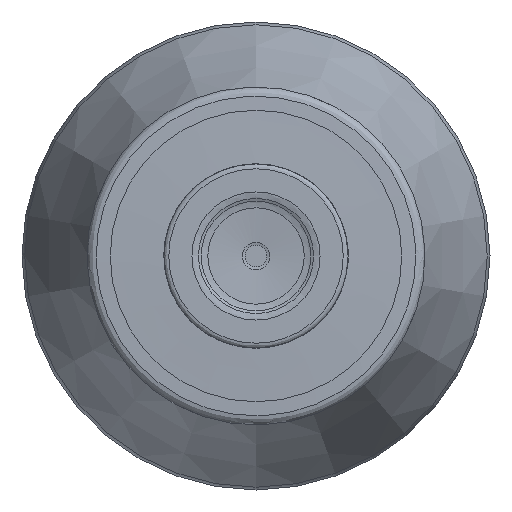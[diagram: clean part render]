
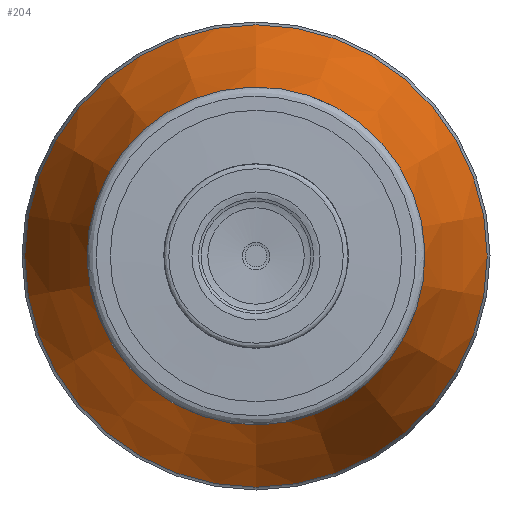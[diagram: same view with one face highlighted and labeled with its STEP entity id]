
A CAD part, left-side view. The second image highlights one B-rep face of the part: STEP entity #204.
In plain terms, the highlighted conical face has half-angle 20.698 degrees and reference radius 26.677 mm.
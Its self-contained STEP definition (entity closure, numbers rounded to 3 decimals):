
#97=CONICAL_SURFACE('',#552,26.677,20.698);
#141=FACE_BOUND('',#270,.T.);
#142=FACE_BOUND('',#271,.T.);
#204=ADVANCED_FACE('',(#141,#142),#97,.T.);
#270=EDGE_LOOP('',(#350));
#271=EDGE_LOOP('',(#351));
#350=ORIENTED_EDGE('',*,*,#456,.T.);
#351=ORIENTED_EDGE('',*,*,#455,.F.);
#415=VERTEX_POINT('',#778);
#416=VERTEX_POINT('',#781);
#455=EDGE_CURVE('',#415,#415,#495,.T.);
#456=EDGE_CURVE('',#416,#416,#496,.T.);
#495=CIRCLE('',#549,26.677);
#496=CIRCLE('',#551,19.323);
#549=AXIS2_PLACEMENT_3D('',#777,#643,#644);
#551=AXIS2_PLACEMENT_3D('',#780,#647,#648);
#552=AXIS2_PLACEMENT_3D('',#782,#649,#650);
#643=DIRECTION('',(1.,0.,0.));
#644=DIRECTION('',(0.,0.,1.));
#647=DIRECTION('',(1.,0.,0.));
#648=DIRECTION('',(0.,0.,1.));
#649=DIRECTION('',(1.,0.,0.));
#650=DIRECTION('',(0.,0.,-1.));
#777=CARTESIAN_POINT('',(142.233,0.,0.));
#778=CARTESIAN_POINT('',(142.233,0.,26.677));
#780=CARTESIAN_POINT('',(122.767,0.,0.));
#781=CARTESIAN_POINT('',(122.767,0.,19.323));
#782=CARTESIAN_POINT('',(142.233,0.,0.));
